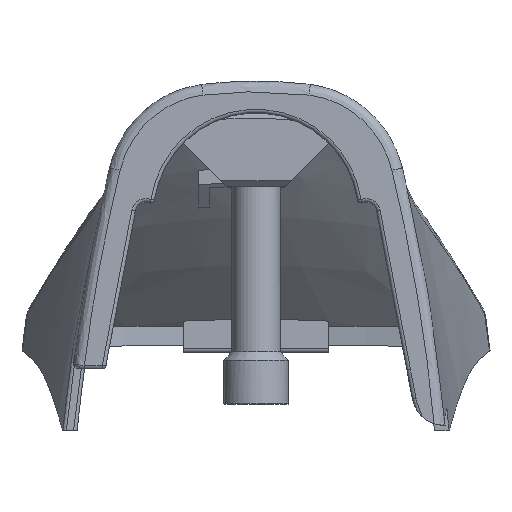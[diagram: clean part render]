
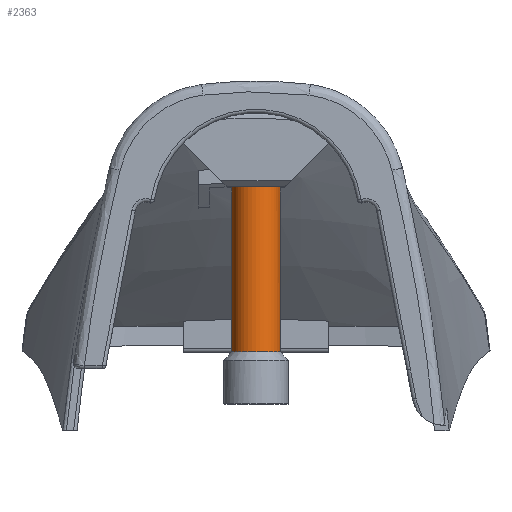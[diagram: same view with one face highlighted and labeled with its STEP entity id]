
A CAD part, top view. The second image highlights one B-rep face of the part: STEP entity #2363.
In plain terms, the highlighted cylindrical face has radius 3.35 mm (diameter 6.7 mm), a full revolution.
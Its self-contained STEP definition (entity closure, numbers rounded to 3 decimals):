
#24=CYLINDRICAL_SURFACE('',#2543,3.35);
#174=B_SPLINE_CURVE_WITH_KNOTS('',3,(#8662,#8663,#8664,#8665,#8666,#8667),
 .UNSPECIFIED.,.F.,.F.,(4,2,4),(-0.053,-0.027,
0.),.UNSPECIFIED.);
#175=B_SPLINE_CURVE_WITH_KNOTS('',3,(#8668,#8669,#8670,#8671,#8672,#8673),
 .UNSPECIFIED.,.F.,.F.,(4,2,4),(-0.053,-0.027,
0.),.UNSPECIFIED.);
#343=FACE_OUTER_BOUND('',#480,.T.);
#480=EDGE_LOOP('',(#1854,#1855,#1856,#1857,#1858,#1859,#1860,#1861,#1862,
#1863,#1864,#1865,#1866));
#575=LINE('',#5051,#696);
#590=LINE('',#6395,#711);
#591=LINE('',#6400,#712);
#622=LINE('',#8656,#743);
#623=LINE('',#8661,#744);
#696=VECTOR('',#2745,10.);
#711=VECTOR('',#2810,10.);
#712=VECTOR('',#2815,1000.);
#743=VECTOR('',#2910,3.35);
#744=VECTOR('',#2915,10.);
#822=CIRCLE('',#2506,3.35);
#839=CIRCLE('',#2541,3.35);
#840=CIRCLE('',#2542,3.35);
#841=CIRCLE('',#2544,3.35);
#842=CIRCLE('',#2545,3.35);
#950=VERTEX_POINT('',#5045);
#952=VERTEX_POINT('',#5049);
#973=VERTEX_POINT('',#6281);
#976=VERTEX_POINT('',#6386);
#977=VERTEX_POINT('',#6393);
#979=VERTEX_POINT('',#6398);
#1033=VERTEX_POINT('',#8649);
#1034=VERTEX_POINT('',#8651);
#1035=VERTEX_POINT('',#8655);
#1036=VERTEX_POINT('',#8657);
#1037=VERTEX_POINT('',#8660);
#1216=EDGE_CURVE('',#952,#950,#575,.T.);
#1250=EDGE_CURVE('',#952,#973,#822,.T.);
#1257=EDGE_CURVE('',#977,#976,#590,.T.);
#1259=EDGE_CURVE('',#979,#973,#591,.T.);
#1345=EDGE_CURVE('',#977,#1033,#839,.T.);
#1347=EDGE_CURVE('',#1033,#1034,#840,.T.);
#1348=EDGE_CURVE('',#1033,#1035,#622,.T.);
#1349=EDGE_CURVE('',#1036,#1035,#841,.T.);
#1350=EDGE_CURVE('',#1035,#1036,#842,.T.);
#1351=EDGE_CURVE('',#1037,#1034,#623,.T.);
#1352=EDGE_CURVE('',#950,#1037,#174,.T.);
#1353=EDGE_CURVE('',#976,#979,#175,.T.);
#1854=ORIENTED_EDGE('',*,*,#1345,.T.);
#1855=ORIENTED_EDGE('',*,*,#1348,.T.);
#1856=ORIENTED_EDGE('',*,*,#1349,.F.);
#1857=ORIENTED_EDGE('',*,*,#1350,.F.);
#1858=ORIENTED_EDGE('',*,*,#1348,.F.);
#1859=ORIENTED_EDGE('',*,*,#1347,.T.);
#1860=ORIENTED_EDGE('',*,*,#1351,.F.);
#1861=ORIENTED_EDGE('',*,*,#1352,.F.);
#1862=ORIENTED_EDGE('',*,*,#1216,.F.);
#1863=ORIENTED_EDGE('',*,*,#1250,.T.);
#1864=ORIENTED_EDGE('',*,*,#1259,.F.);
#1865=ORIENTED_EDGE('',*,*,#1353,.F.);
#1866=ORIENTED_EDGE('',*,*,#1257,.F.);
#2363=ADVANCED_FACE('',(#343),#24,.T.);
#2506=AXIS2_PLACEMENT_3D('',#6283,#2800,#2801);
#2541=AXIS2_PLACEMENT_3D('',#8650,#2903,#2904);
#2542=AXIS2_PLACEMENT_3D('',#8653,#2906,#2907);
#2543=AXIS2_PLACEMENT_3D('',#8654,#2908,#2909);
#2544=AXIS2_PLACEMENT_3D('',#8658,#2911,#2912);
#2545=AXIS2_PLACEMENT_3D('',#8659,#2913,#2914);
#2745=DIRECTION('',(0.,1.,0.));
#2800=DIRECTION('center_axis',(0.,-1.,0.));
#2801=DIRECTION('ref_axis',(0.,0.,-1.));
#2810=DIRECTION('',(0.,1.,0.));
#2815=DIRECTION('',(0.,-1.,0.));
#2903=DIRECTION('center_axis',(0.,-1.,0.));
#2904=DIRECTION('ref_axis',(0.,0.,-1.));
#2906=DIRECTION('center_axis',(0.,-1.,0.));
#2907=DIRECTION('ref_axis',(0.,0.,-1.));
#2908=DIRECTION('center_axis',(0.,1.,0.));
#2909=DIRECTION('ref_axis',(0.,0.,-1.));
#2910=DIRECTION('',(0.,-1.,0.));
#2911=DIRECTION('center_axis',(0.,-1.,0.));
#2912=DIRECTION('ref_axis',(0.,0.,-1.));
#2913=DIRECTION('center_axis',(0.,-1.,0.));
#2914=DIRECTION('ref_axis',(0.,0.,-1.));
#2915=DIRECTION('',(0.,-1.,0.));
#5045=CARTESIAN_POINT('',(-31.,-97.465,-58.197));
#5049=CARTESIAN_POINT('',(-31.,-103.868,-58.197));
#5051=CARTESIAN_POINT('',(-31.,500000.,-58.197));
#6281=CARTESIAN_POINT('',(-29.,-103.868,-58.197));
#6283=CARTESIAN_POINT('Origin',(-30.,-103.868,-55.));
#6386=CARTESIAN_POINT('',(-28.509,-97.408,-58.));
#6393=CARTESIAN_POINT('',(-28.509,-103.868,-58.));
#6395=CARTESIAN_POINT('',(-28.509,500000.,-58.));
#6398=CARTESIAN_POINT('',(-29.,-97.461,-58.197));
#6400=CARTESIAN_POINT('',(-29.,500000.,-58.197));
#8649=CARTESIAN_POINT('',(-30.,-103.868,-51.65));
#8650=CARTESIAN_POINT('Origin',(-30.,-103.868,-55.));
#8651=CARTESIAN_POINT('',(-31.491,-103.868,-58.));
#8653=CARTESIAN_POINT('Origin',(-30.,-103.868,-55.));
#8654=CARTESIAN_POINT('Origin',(-30.,500000.,-55.));
#8655=CARTESIAN_POINT('',(-30.,-126.668,-51.65));
#8656=CARTESIAN_POINT('',(-30.,500000.,-51.65));
#8657=CARTESIAN_POINT('',(-31.,-126.668,-58.197));
#8658=CARTESIAN_POINT('Origin',(-30.,-126.668,-55.));
#8659=CARTESIAN_POINT('Origin',(-30.,-126.668,-55.));
#8660=CARTESIAN_POINT('',(-31.491,-97.415,-58.));
#8661=CARTESIAN_POINT('',(-31.491,500000.,-58.));
#8662=CARTESIAN_POINT('Ctrl Pts',(-31.,-97.465,-58.197));
#8663=CARTESIAN_POINT('Ctrl Pts',(-31.084,-97.459,-58.171));
#8664=CARTESIAN_POINT('Ctrl Pts',(-31.168,-97.451,-58.141));
#8665=CARTESIAN_POINT('Ctrl Pts',(-31.331,-97.435,-58.075));
#8666=CARTESIAN_POINT('Ctrl Pts',(-31.412,-97.425,-58.039));
#8667=CARTESIAN_POINT('Ctrl Pts',(-31.491,-97.415,-58.));
#8668=CARTESIAN_POINT('Ctrl Pts',(-28.509,-97.408,-58.));
#8669=CARTESIAN_POINT('Ctrl Pts',(-28.588,-97.418,-58.039));
#8670=CARTESIAN_POINT('Ctrl Pts',(-28.669,-97.428,-58.075));
#8671=CARTESIAN_POINT('Ctrl Pts',(-28.832,-97.446,-58.141));
#8672=CARTESIAN_POINT('Ctrl Pts',(-28.916,-97.453,-58.171));
#8673=CARTESIAN_POINT('Ctrl Pts',(-29.,-97.461,-58.197));
